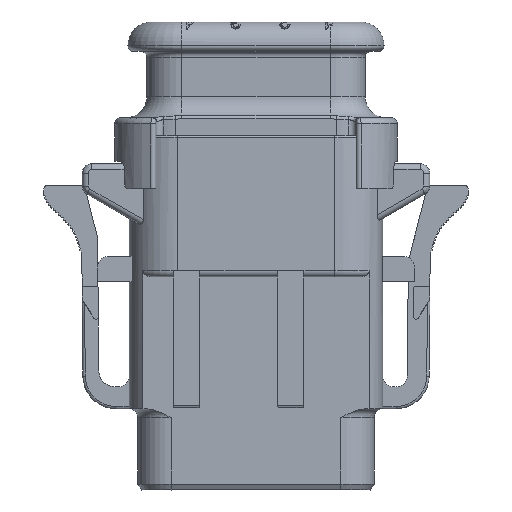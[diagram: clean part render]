
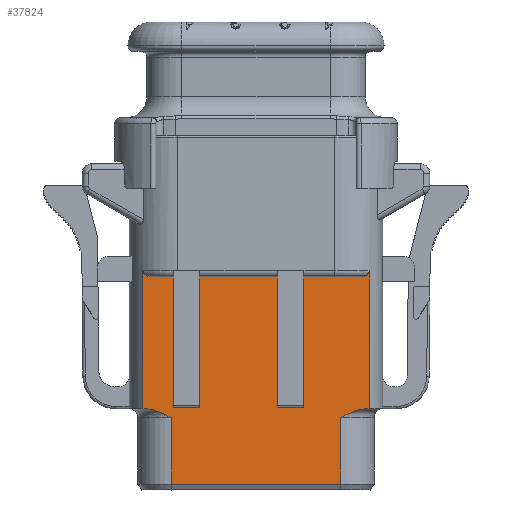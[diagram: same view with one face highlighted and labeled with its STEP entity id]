
A CAD part, left-side view. The second image highlights one B-rep face of the part: STEP entity #37824.
In plain terms, the highlighted planar face has unit normal (-1, 0, 0).
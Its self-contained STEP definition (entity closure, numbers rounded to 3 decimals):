
#11150=CARTESIAN_POINT('',(-6.425,4.925,7.15));
#11151=DIRECTION('',(1.,0.,0.));
#11152=DIRECTION('',(0.,-1.,0.));
#11153=AXIS2_PLACEMENT_3D('',#11150,#11151,#11152);
#11191=CARTESIAN_POINT('',(-6.425,-1.975,7.15));
#11192=DIRECTION('',(1.,0.,0.));
#11193=DIRECTION('',(0.,0.,-1.));
#11194=AXIS2_PLACEMENT_3D('',#11191,#11192,#11193);
#11204=DIRECTION('',(0.,0.,-1.));
#11205=VECTOR('',#11204,10.95);
#11206=CARTESIAN_POINT('',(-6.425,-1.825,18.1));
#11207=LINE('',#11206,#11205);
#11208=DIRECTION('',(0.,1.,0.));
#11209=VECTOR('',#11208,1.95);
#11210=CARTESIAN_POINT('',(-6.425,-3.925,7.));
#11211=LINE('',#11210,#11209);
#11212=DIRECTION('',(0.,0.,-1.));
#11213=VECTOR('',#11212,10.95);
#11214=CARTESIAN_POINT('',(-6.425,-4.075,18.1));
#11215=LINE('',#11214,#11213);
#11216=DIRECTION('',(0.,1.,0.));
#11217=VECTOR('',#11216,4.775);
#11218=CARTESIAN_POINT('',(-6.425,-8.85,18.1));
#11219=LINE('',#11218,#11217);
#11220=DIRECTION('',(0.,0.,-1.));
#11221=VECTOR('',#11220,11.7);
#11222=CARTESIAN_POINT('',(-6.425,-9.602,18.6));
#11223=LINE('',#11222,#11221);
#11224=DIRECTION('',(0.,0.,-1.));
#11225=VECTOR('',#11224,5.65);
#11226=CARTESIAN_POINT('',(-6.425,-7.2,6.15));
#11227=LINE('',#11226,#11225);
#11228=DIRECTION('',(0.,1.,0.));
#11229=VECTOR('',#11228,14.4);
#11230=CARTESIAN_POINT('',(-6.425,-7.2,
0.5));
#11231=LINE('',#11230,#11229);
#11232=DIRECTION('',(0.,0.,-1.));
#11233=VECTOR('',#11232,5.65);
#11234=CARTESIAN_POINT('',(-6.425,7.2,6.15));
#11235=LINE('',#11234,#11233);
#11236=DIRECTION('',(0.,0.,1.));
#11237=VECTOR('',#11236,11.7);
#11238=CARTESIAN_POINT('',(-6.425,9.602,6.9));
#11239=LINE('',#11238,#11237);
#11240=DIRECTION('',(0.,1.,0.));
#11241=VECTOR('',#11240,1.825);
#11242=CARTESIAN_POINT('',(-6.425,7.025,18.1));
#11243=LINE('',#11242,#11241);
#11244=DIRECTION('',(0.,0.,-1.));
#11245=VECTOR('',#11244,10.95);
#11246=CARTESIAN_POINT('',(-6.425,7.025,18.1));
#11247=LINE('',#11246,#11245);
#11248=DIRECTION('',(0.,1.,0.));
#11249=VECTOR('',#11248,1.95);
#11250=CARTESIAN_POINT('',(-6.425,4.925,7.));
#11251=LINE('',#11250,#11249);
#11252=DIRECTION('',(0.,0.,-1.));
#11253=VECTOR('',#11252,10.95);
#11254=CARTESIAN_POINT('',(-6.425,4.775,18.1));
#11255=LINE('',#11254,#11253);
#11256=DIRECTION('',(0.,1.,0.));
#11257=VECTOR('',#11256,6.6);
#11258=CARTESIAN_POINT('',(-6.425,-1.825,18.1));
#11259=LINE('',#11258,#11257);
#11269=CARTESIAN_POINT('',(-6.425,-3.925,7.15));
#11270=DIRECTION('',(1.,0.,0.));
#11271=DIRECTION('',(0.,-1.,0.));
#11272=AXIS2_PLACEMENT_3D('',#11269,#11270,#11271);
#11352=CARTESIAN_POINT('',(-6.425,6.875,7.15));
#11353=DIRECTION('',(1.,0.,0.));
#11354=DIRECTION('',(0.,0.,-1.));
#11355=AXIS2_PLACEMENT_3D('',#11352,#11353,#11354);
#11385=CARTESIAN_POINT('',(-6.425,8.85,18.1));
#11386=CARTESIAN_POINT('',(-6.425,8.926,18.1));
#11387=CARTESIAN_POINT('',(-6.425,9.068,18.112));
#11388=CARTESIAN_POINT('',(-6.425,9.255,18.165));
#11389=CARTESIAN_POINT('',(-6.425,9.406,18.246));
#11390=CARTESIAN_POINT('',(-6.425,9.52,18.352));
#11391=CARTESIAN_POINT('',(-6.425,9.588,18.476));
#11392=CARTESIAN_POINT('',(-6.425,9.602,18.558));
#11393=CARTESIAN_POINT('',(-6.425,9.602,18.6));
#11400=CARTESIAN_POINT('',(-6.425,-9.602,18.6));
#11401=CARTESIAN_POINT('',(-6.425,-9.602,18.558));
#11402=CARTESIAN_POINT('',(-6.425,-9.588,18.476));
#11403=CARTESIAN_POINT('',(-6.425,-9.519,18.352));
#11404=CARTESIAN_POINT('',(-6.425,-9.406,18.246));
#11405=CARTESIAN_POINT('',(-6.425,-9.254,18.165));
#11406=CARTESIAN_POINT('',(-6.425,-9.068,18.112));
#11407=CARTESIAN_POINT('',(-6.425,-8.926,18.1));
#11408=CARTESIAN_POINT('',(-6.425,-8.85,18.1));
#11422=DIRECTION('',(0.,1.,0.));
#11423=VECTOR('',#11422,0.211);
#11424=CARTESIAN_POINT('',(-6.425,-9.602,6.9));
#11425=LINE('',#11424,#11423);
#11436=DIRECTION('',(0.,1.,0.));
#11437=VECTOR('',#11436,0.211);
#11438=CARTESIAN_POINT('',(-6.425,9.391,6.9));
#11439=LINE('',#11438,#11437);
#12657=CARTESIAN_POINT('',(-6.425,7.2,6.15));
#12658=CARTESIAN_POINT('',(-6.425,7.295,6.199));
#12659=CARTESIAN_POINT('',(-6.425,7.485,6.297));
#12660=CARTESIAN_POINT('',(-6.425,7.776,6.442));
#12661=CARTESIAN_POINT('',(-6.425,8.072,6.577));
#12662=CARTESIAN_POINT('',(-6.425,8.369,6.696));
#12663=CARTESIAN_POINT('',(-6.425,8.669,6.795));
#12664=CARTESIAN_POINT('',(-6.425,8.995,6.872));
#12665=CARTESIAN_POINT('',(-6.425,9.253,6.9));
#12666=CARTESIAN_POINT('',(-6.425,9.391,6.9));
#12824=CARTESIAN_POINT('',(-6.425,-9.391,6.9));
#12825=CARTESIAN_POINT('',(-6.425,-9.253,6.9));
#12826=CARTESIAN_POINT('',(-6.425,-8.994,6.872));
#12827=CARTESIAN_POINT('',(-6.425,-8.666,6.794));
#12828=CARTESIAN_POINT('',(-6.425,-8.366,6.695));
#12829=CARTESIAN_POINT('',(-6.425,-8.069,6.576));
#12830=CARTESIAN_POINT('',(-6.425,-7.774,6.441));
#12831=CARTESIAN_POINT('',(-6.425,-7.484,6.296));
#12832=CARTESIAN_POINT('',(-6.425,-7.295,6.199));
#12833=CARTESIAN_POINT('',(-6.425,-7.2,6.15));
#18917=CARTESIAN_POINT('',(-6.425,-7.2,0.5));
#18918=VERTEX_POINT('',#18917);
#18921=CARTESIAN_POINT('',(-6.425,7.2,
0.5));
#18922=VERTEX_POINT('',#18921);
#19386=CARTESIAN_POINT('',(-6.425,-9.602,6.9));
#19387=CARTESIAN_POINT('',(-6.425,-9.391,6.9));
#19388=VERTEX_POINT('',#19386);
#19389=VERTEX_POINT('',#19387);
#19390=CARTESIAN_POINT('',(-6.425,9.391,6.9));
#19391=CARTESIAN_POINT('',(-6.425,9.602,6.9));
#19392=VERTEX_POINT('',#19390);
#19393=VERTEX_POINT('',#19391);
#19404=VERTEX_POINT('',#12657);
#19405=VERTEX_POINT('',#12833);
#19431=CARTESIAN_POINT('',(-6.425,-8.85,18.1));
#19433=VERTEX_POINT('',#19431);
#19435=CARTESIAN_POINT('',(-6.425,-9.602,18.6));
#19437=VERTEX_POINT('',#19435);
#19438=VERTEX_POINT('',#11385);
#19439=VERTEX_POINT('',#11393);
#19481=CARTESIAN_POINT('',(-6.425,4.775,18.1));
#19483=VERTEX_POINT('',#19481);
#19485=CARTESIAN_POINT('',(-6.425,7.025,18.1));
#19487=VERTEX_POINT('',#19485);
#19489=CARTESIAN_POINT('',(-6.425,-4.075,18.1));
#19491=VERTEX_POINT('',#19489);
#19493=CARTESIAN_POINT('',(-6.425,-1.825,18.1));
#19495=VERTEX_POINT('',#19493);
#21451=CARTESIAN_POINT('',(-6.425,-1.825,7.15));
#21453=VERTEX_POINT('',#21451);
#21455=CARTESIAN_POINT('',(-6.425,-1.975,7.));
#21457=VERTEX_POINT('',#21455);
#21462=CARTESIAN_POINT('',(-6.425,-3.925,7.));
#21463=VERTEX_POINT('',#21462);
#21464=CARTESIAN_POINT('',(-6.425,-4.075,7.15));
#21465=VERTEX_POINT('',#21464);
#21467=CARTESIAN_POINT('',(-6.425,7.025,7.15));
#21469=VERTEX_POINT('',#21467);
#21471=CARTESIAN_POINT('',(-6.425,6.875,7.));
#21473=VERTEX_POINT('',#21471);
#21478=CARTESIAN_POINT('',(-6.425,4.925,7.));
#21479=VERTEX_POINT('',#21478);
#21480=CARTESIAN_POINT('',(-6.425,4.775,7.15));
#21481=VERTEX_POINT('',#21480);
#37777=CARTESIAN_POINT('',(-6.425,10.025,0.));
#37778=DIRECTION('',(1.,0.,0.));
#37779=DIRECTION('',(0.,-1.,0.));
#37780=AXIS2_PLACEMENT_3D('',#37777,#37778,#37779);
#37781=PLANE('',#37780);
#37782=ORIENTED_EDGE('',*,*,#37765,.T.);
#37783=ORIENTED_EDGE('',*,*,#37754,.F.);
#37784=ORIENTED_EDGE('',*,*,#37708,.F.);
#37786=ORIENTED_EDGE('',*,*,#37785,.F.);
#37788=ORIENTED_EDGE('',*,*,#37787,.F.);
#37790=ORIENTED_EDGE('',*,*,#37789,.F.);
#37792=ORIENTED_EDGE('',*,*,#37791,.F.);
#37793=ORIENTED_EDGE('',*,*,#35603,.T.);
#37795=ORIENTED_EDGE('',*,*,#37794,.T.);
#37797=ORIENTED_EDGE('',*,*,#37796,.T.);
#37799=ORIENTED_EDGE('',*,*,#37798,.T.);
#37801=ORIENTED_EDGE('',*,*,#37800,.T.);
#37803=ORIENTED_EDGE('',*,*,#37802,.F.);
#37805=ORIENTED_EDGE('',*,*,#37804,.T.);
#37807=ORIENTED_EDGE('',*,*,#37806,.T.);
#37808=ORIENTED_EDGE('',*,*,#37313,.T.);
#37810=ORIENTED_EDGE('',*,*,#37809,.F.);
#37812=ORIENTED_EDGE('',*,*,#37811,.F.);
#37814=ORIENTED_EDGE('',*,*,#37813,.T.);
#37816=ORIENTED_EDGE('',*,*,#37815,.F.);
#37817=ORIENTED_EDGE('',*,*,#37723,.F.);
#37818=ORIENTED_EDGE('',*,*,#37692,.F.);
#37819=ORIENTED_EDGE('',*,*,#37677,.F.);
#37821=ORIENTED_EDGE('',*,*,#37820,.F.);
#37822=EDGE_LOOP('',(#37782,#37783,#37784,#37786,#37788,#37790,#37792,#37793,
#37795,#37797,#37799,#37801,#37803,#37805,#37807,#37808,#37810,#37812,#37814,
#37816,#37817,#37818,#37819,#37821));
#37823=FACE_OUTER_BOUND('',#37822,.F.);
#37824=ADVANCED_FACE('',(#37823),#37781,.F.);
#11154=CIRCLE('',#11153,0.15);
#11195=CIRCLE('',#11194,0.15);
#11273=CIRCLE('',#11272,0.15);
#11356=CIRCLE('',#11355,0.15);
#11394=B_SPLINE_CURVE_WITH_KNOTS('',3,(#11385,#11386,#11387,#11388,#11389,
#11390,#11391,#11392,#11393),.UNSPECIFIED.,.F.,.F.,(4,1,1,1,1,1,4),(0.,
0.167,0.333,0.5,0.667,0.833,
1.),.UNSPECIFIED.);
#11409=B_SPLINE_CURVE_WITH_KNOTS('',3,(#11400,#11401,#11402,#11403,#11404,
#11405,#11406,#11407,#11408),.UNSPECIFIED.,.F.,.F.,(4,1,1,1,1,1,4),(0.,
0.167,0.333,0.5,0.667,0.833,
1.),.UNSPECIFIED.);
#12667=B_SPLINE_CURVE_WITH_KNOTS('',3,(#12657,#12658,#12659,#12660,#12661,
#12662,#12663,#12664,#12665,#12666),.UNSPECIFIED.,.F.,.F.,(4,1,1,1,1,1,1,4),(
0.,0.143,0.286,0.429,0.571,
0.714,0.857,1.),.UNSPECIFIED.);
#12834=B_SPLINE_CURVE_WITH_KNOTS('',3,(#12824,#12825,#12826,#12827,#12828,
#12829,#12830,#12831,#12832,#12833),.UNSPECIFIED.,.F.,.F.,(4,1,1,1,1,1,1,4),(
0.,0.143,0.286,0.429,0.571,
0.714,0.857,1.),.UNSPECIFIED.);
#35603=EDGE_CURVE('',#19437,#19388,#11223,.T.);
#37313=EDGE_CURVE('',#19393,#19439,#11239,.T.);
#37677=EDGE_CURVE('',#19483,#21481,#11255,.T.);
#37692=EDGE_CURVE('',#21481,#21479,#11154,.T.);
#37708=EDGE_CURVE('',#21463,#21457,#11211,.T.);
#37723=EDGE_CURVE('',#21479,#21473,#11251,.T.);
#37754=EDGE_CURVE('',#21457,#21453,#11195,.T.);
#37765=EDGE_CURVE('',#19495,#21453,#11207,.T.);
#37785=EDGE_CURVE('',#21465,#21463,#11273,.T.);
#37787=EDGE_CURVE('',#19491,#21465,#11215,.T.);
#37789=EDGE_CURVE('',#19433,#19491,#11219,.T.);
#37791=EDGE_CURVE('',#19437,#19433,#11409,.T.);
#37794=EDGE_CURVE('',#19388,#19389,#11425,.T.);
#37796=EDGE_CURVE('',#19389,#19405,#12834,.T.);
#37798=EDGE_CURVE('',#19405,#18918,#11227,.T.);
#37800=EDGE_CURVE('',#18918,#18922,#11231,.T.);
#37802=EDGE_CURVE('',#19404,#18922,#11235,.T.);
#37804=EDGE_CURVE('',#19404,#19392,#12667,.T.);
#37806=EDGE_CURVE('',#19392,#19393,#11439,.T.);
#37809=EDGE_CURVE('',#19438,#19439,#11394,.T.);
#37811=EDGE_CURVE('',#19487,#19438,#11243,.T.);
#37813=EDGE_CURVE('',#19487,#21469,#11247,.T.);
#37815=EDGE_CURVE('',#21473,#21469,#11356,.T.);
#37820=EDGE_CURVE('',#19495,#19483,#11259,.T.);
